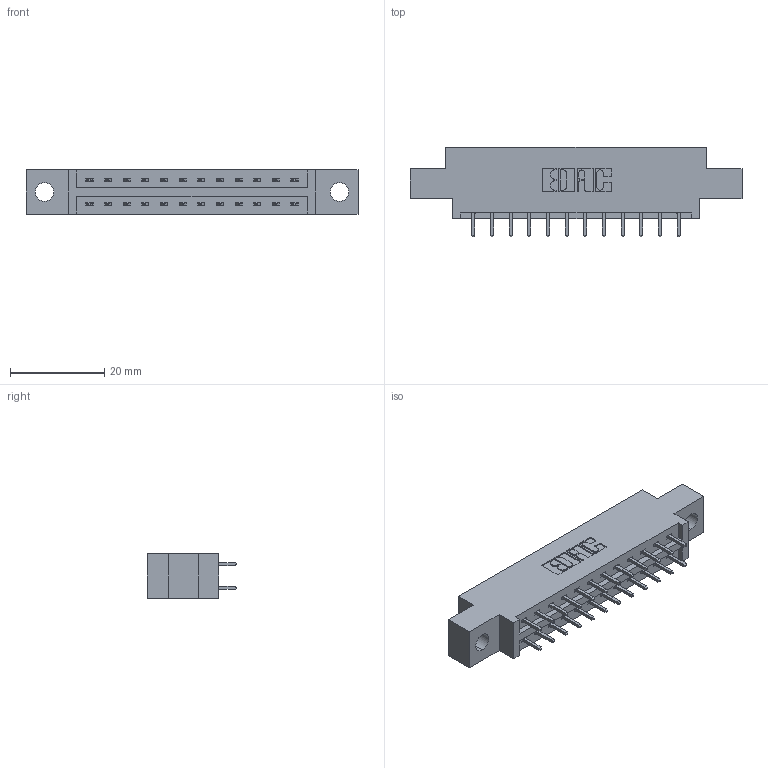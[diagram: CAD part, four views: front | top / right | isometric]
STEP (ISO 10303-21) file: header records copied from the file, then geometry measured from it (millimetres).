
FILE_DESCRIPTION (( 'STEP AP203' ), '1' );
FILE_NAME ('387-024-521-804.STEP', '2019-10-16T17:52:05', ( '' ), ( '' ), 'SwSTEP 2.0', 'SolidWorks 2016', '' );
FILE_SCHEMA (( 'CONFIG_CONTROL_DESIGN' ));
Length unit declared in the file: inch
Products named in the file (3): 337 Part_0.170 Offset - 0.156 Dia-TH; 387-024-521-804; 345-292-001_345-293-121
Assembly tree (25 placements, depth 2):
  387-024-521-804
    337 Part_0.170 Offset - 0.156 Dia-TH
    345-292-001_345-293-121  x24
Bounding box: 70.56 x 19.06 x 9.4 mm (x, y, z)
Volume: 6821.8 mm3; surface area: 7254.7 mm2
Topology: 25 solids, 25 shells, 1414 faces, 4187 edges, 2758 vertices
Faces by surface type: plane 986, cylinder 428
Entity records: 13337 total; most frequent: CARTESIAN_POINT 2274, ORIENTED_EDGE 2210, DIRECTION 1989, EDGE_CURVE 1105, VECTOR 977, LINE 977, VERTEX_POINT 734, AXIS2_PLACEMENT_3D 506
